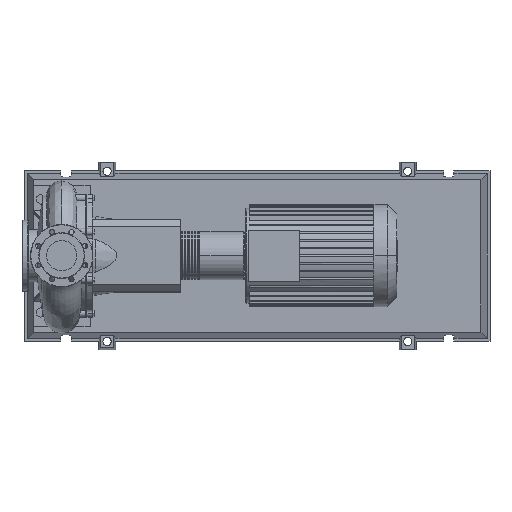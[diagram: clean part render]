
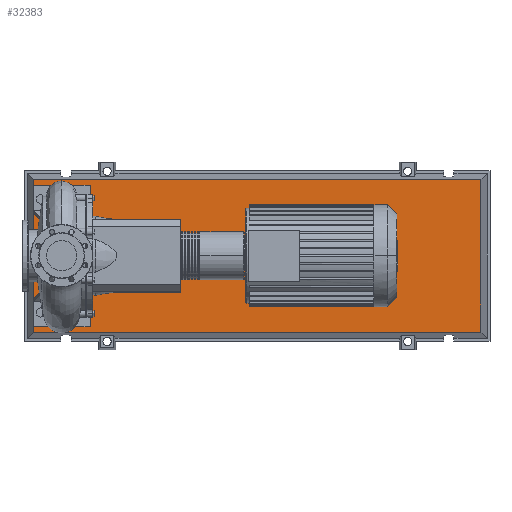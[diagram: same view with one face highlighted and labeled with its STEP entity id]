
A CAD part, top view. The second image highlights one B-rep face of the part: STEP entity #32383.
In plain terms, the highlighted planar face has unit normal (0, 0, 1).
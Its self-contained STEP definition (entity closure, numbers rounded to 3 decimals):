
#32064=CARTESIAN_POINT('',(1478.185,-268.185,123.0));
#32065=VERTEX_POINT('',#32064);
#32072=CARTESIAN_POINT('',(-98.185,-268.185,123.0));
#32073=VERTEX_POINT('',#32072);
#32074=CARTESIAN_POINT('',(1478.185,-268.185,123.0));
#32075=DIRECTION('',(-1.0,0.0,0.0));
#32076=VECTOR('',#32075,1576.37);
#32077=LINE('',#32074,#32076);
#32078=EDGE_CURVE('',#32065,#32073,#32077,.T.);
#32296=CARTESIAN_POINT('',(1478.185,268.185,123.0));
#32297=VERTEX_POINT('',#32296);
#32298=CARTESIAN_POINT('',(1478.185,268.185,123.0));
#32299=DIRECTION('',(0.0,-1.0,0.0));
#32300=VECTOR('',#32299,536.37);
#32301=LINE('',#32298,#32300);
#32302=EDGE_CURVE('',#32297,#32065,#32301,.T.);
#32320=CARTESIAN_POINT('',(-98.185,268.185,123.0));
#32321=VERTEX_POINT('',#32320);
#32322=CARTESIAN_POINT('',(-98.185,-268.185,123.0));
#32323=DIRECTION('',(0.0,1.0,0.0));
#32324=VECTOR('',#32323,536.37);
#32325=LINE('',#32322,#32324);
#32326=EDGE_CURVE('',#32073,#32321,#32325,.T.);
#32359=CARTESIAN_POINT('',(-98.185,268.185,123.0));
#32360=DIRECTION('',(1.0,0.0,0.0));
#32361=VECTOR('',#32360,1576.37);
#32362=LINE('',#32359,#32361);
#32363=EDGE_CURVE('',#32321,#32297,#32362,.T.);
#32372=CARTESIAN_POINT('',(690.,0.,123.0));
#32373=DIRECTION('',(0.0,0.0,1.0));
#32374=DIRECTION('',(1.0,0.0,0.0));
#32375=AXIS2_PLACEMENT_3D('',#32372,#32373,#32374);
#32376=PLANE('',#32375);
#32377=ORIENTED_EDGE('',*,*,#32302,.F.);
#32378=ORIENTED_EDGE('',*,*,#32363,.F.);
#32379=ORIENTED_EDGE('',*,*,#32326,.F.);
#32380=ORIENTED_EDGE('',*,*,#32078,.F.);
#32381=EDGE_LOOP('',(#32377,#32378,#32379,#32380));
#32382=FACE_OUTER_BOUND('',#32381,.T.);
#32383=ADVANCED_FACE('',(#32382),#32376,.T.);
